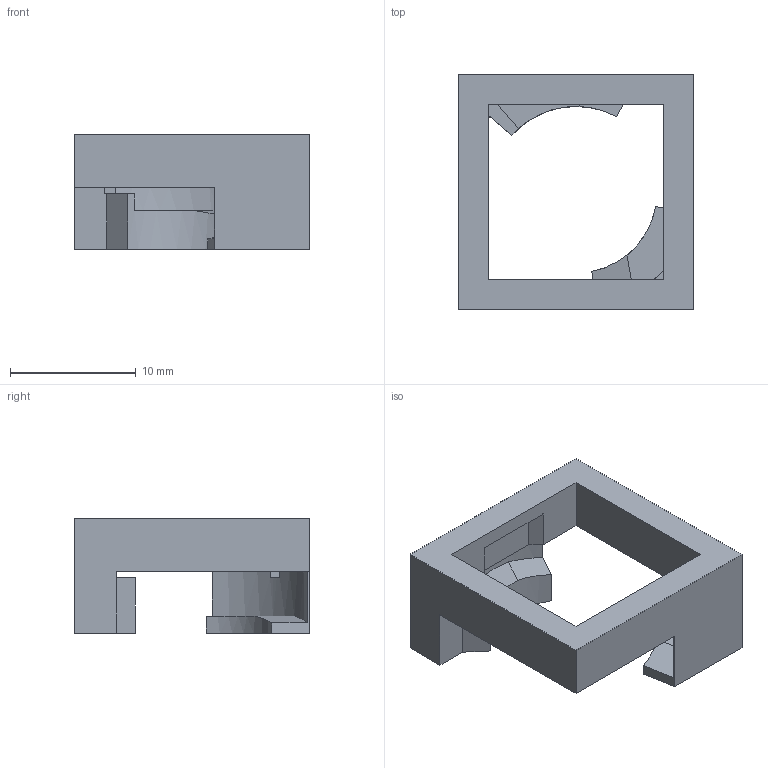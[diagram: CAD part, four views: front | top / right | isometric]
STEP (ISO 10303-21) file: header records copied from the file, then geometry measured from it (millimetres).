
FILE_DESCRIPTION(('FreeCAD Model'),'2;1');
FILE_NAME('Open CASCADE Shape Model','2024-10-26T21:22:02',('Author'),( ''),'Open CASCADE STEP processor 7.7','Ondsel','Unknown');
FILE_SCHEMA(('AUTOMOTIVE_DESIGN { 1 0 10303 214 1 1 1 1 }'));
Length unit declared in the file: millimetre
Products named in the file (1): Fusion
Bounding box: 18.7 x 18.7 x 9.12 mm (x, y, z)
Volume: 912.4 mm3; surface area: 1281.6 mm2
Topology: 1 solids, 1 shells, 37 faces, 109 edges, 73 vertices
Faces by surface type: plane 33, cylinder 4
Entity records: 1254 total; most frequent: CARTESIAN_POINT 220, ORIENTED_EDGE 218, DIRECTION 202, EDGE_CURVE 109, LINE 92, VECTOR 92, VERTEX_POINT 73, AXIS2_PLACEMENT_3D 55
